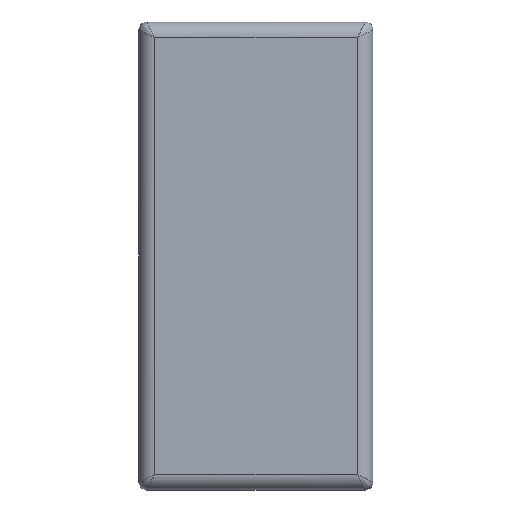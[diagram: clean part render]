
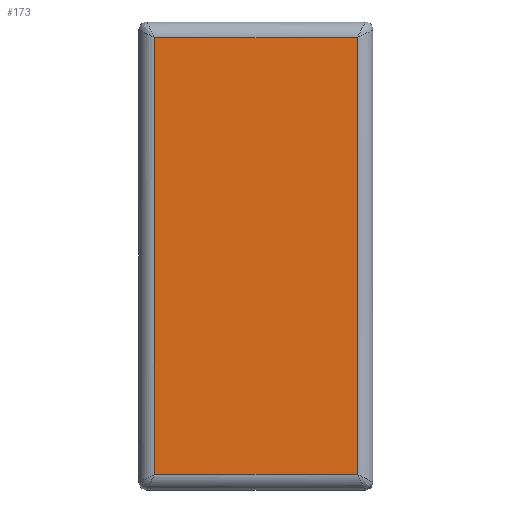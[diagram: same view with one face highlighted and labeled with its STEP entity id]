
A CAD part, front view. The second image highlights one B-rep face of the part: STEP entity #173.
In plain terms, the highlighted planar face has unit normal (0, -1, 0).
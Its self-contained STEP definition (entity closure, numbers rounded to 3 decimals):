
#151 = VERTEX_POINT ( 'NONE', #666 ) ;
#155 = EDGE_LOOP ( 'NONE', ( #175, #174, #196, #200 ) ) ;
#166 = VERTEX_POINT ( 'NONE', #771 ) ;
#167 = EDGE_CURVE ( 'NONE', #222, #166, #758, .T. ) ;
#169 = EDGE_CURVE ( 'NONE', #166, #198, #761, .T. ) ;
#172 = EDGE_CURVE ( 'NONE', #151, #222, #763, .T. ) ;
#173 = ADVANCED_FACE ( 'NONE', ( #754 ), #401, .T. ) ;
#174 = ORIENTED_EDGE ( 'NONE', *, *, #167, .T. ) ;
#175 = ORIENTED_EDGE ( 'NONE', *, *, #172, .T. ) ;
#196 = ORIENTED_EDGE ( 'NONE', *, *, #169, .T. ) ;
#197 = EDGE_CURVE ( 'NONE', #198, #151, #870, .T. ) ;
#198 = VERTEX_POINT ( 'NONE', #862 ) ;
#200 = ORIENTED_EDGE ( 'NONE', *, *, #197, .T. ) ;
#222 = VERTEX_POINT ( 'NONE', #897 ) ;
#392 = DIRECTION ( 'NONE',  ( 0., 0., -1. ) ) ;
#394 = DIRECTION ( 'NONE',  ( 0., -1., 0. ) ) ;
#397 = AXIS2_PLACEMENT_3D ( 'NONE', #421, #394, #392 ) ;
#401 = PLANE ( 'NONE',  #397 ) ;
#421 = CARTESIAN_POINT ( 'NONE',  ( -15., 0., -60. ) ) ;
#666 = CARTESIAN_POINT ( 'NONE',  ( 13., 0., -58. ) ) ;
#748 = DIRECTION ( 'NONE',  ( 0., 0., -1. ) ) ;
#749 = VECTOR ( 'NONE', #748, 1000. ) ;
#750 = CARTESIAN_POINT ( 'NONE',  ( -13., 0., -60. ) ) ;
#754 = FACE_OUTER_BOUND ( 'NONE', #155, .T. ) ;
#755 = DIRECTION ( 'NONE',  ( -1., 0., 0. ) ) ;
#756 = VECTOR ( 'NONE', #755, 1000. ) ;
#757 = CARTESIAN_POINT ( 'NONE',  ( -15., 0., -2. ) ) ;
#758 = LINE ( 'NONE', #757, #756 ) ;
#759 = DIRECTION ( 'NONE',  ( 0., 0., 1. ) ) ;
#760 = VECTOR ( 'NONE', #759, 1000. ) ;
#761 = LINE ( 'NONE', #750, #749 ) ;
#763 = LINE ( 'NONE', #765, #760 ) ;
#765 = CARTESIAN_POINT ( 'NONE',  ( 13., 0., 0. ) ) ;
#771 = CARTESIAN_POINT ( 'NONE',  ( -13., 0., -2. ) ) ;
#842 = CARTESIAN_POINT ( 'NONE',  ( 15., 0., -58. ) ) ;
#857 = DIRECTION ( 'NONE',  ( 1., 0., 0. ) ) ;
#862 = CARTESIAN_POINT ( 'NONE',  ( -13., 0., -58. ) ) ;
#870 = LINE ( 'NONE', #842, #871 ) ;
#871 = VECTOR ( 'NONE', #857, 1000. ) ;
#897 = CARTESIAN_POINT ( 'NONE',  ( 13., 0., -2. ) ) ;
